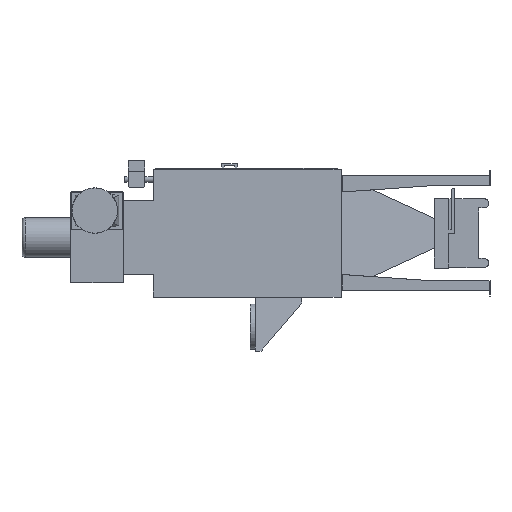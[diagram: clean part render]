
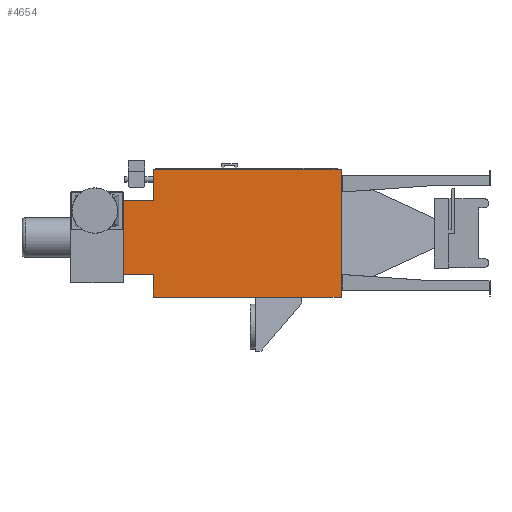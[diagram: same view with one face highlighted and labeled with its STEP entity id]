
A CAD part, left-side view. The second image highlights one B-rep face of the part: STEP entity #4654.
In plain terms, the highlighted planar face has unit normal (-1, 0, 0).
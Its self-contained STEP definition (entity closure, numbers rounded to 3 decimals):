
#251=PLANE('',#4961);
#475=FACE_OUTER_BOUND('',#738,.T.);
#738=EDGE_LOOP('',(#4213,#4214,#4215,#4216,#4217,#4218,#4219,#4220));
#1041=LINE('',#6806,#1614);
#1292=LINE('',#7342,#1865);
#1296=LINE('',#7349,#1869);
#1299=LINE('',#7355,#1872);
#1300=LINE('',#7358,#1873);
#1305=LINE('',#7367,#1878);
#1306=LINE('',#7370,#1879);
#1307=LINE('',#7371,#1880);
#1614=VECTOR('',#5561,10.);
#1865=VECTOR('',#6056,10.);
#1869=VECTOR('',#6062,10.);
#1872=VECTOR('',#6067,10.);
#1873=VECTOR('',#6070,10.);
#1878=VECTOR('',#6077,10.);
#1879=VECTOR('',#6080,10.);
#1880=VECTOR('',#6081,10.);
#2194=VERTEX_POINT('',#6803);
#2195=VERTEX_POINT('',#6805);
#2357=VERTEX_POINT('',#7339);
#2360=VERTEX_POINT('',#7346);
#2362=VERTEX_POINT('',#7353);
#2363=VERTEX_POINT('',#7357);
#2365=VERTEX_POINT('',#7363);
#2367=VERTEX_POINT('',#7369);
#2717=EDGE_CURVE('',#2194,#2195,#1041,.T.);
#2984=EDGE_CURVE('',#2194,#2357,#1292,.T.);
#2988=EDGE_CURVE('',#2195,#2360,#1296,.T.);
#2991=EDGE_CURVE('',#2362,#2357,#1299,.T.);
#2992=EDGE_CURVE('',#2360,#2363,#1300,.T.);
#2997=EDGE_CURVE('',#2365,#2363,#1305,.T.);
#2998=EDGE_CURVE('',#2367,#2365,#1306,.T.);
#2999=EDGE_CURVE('',#2367,#2362,#1307,.T.);
#4213=ORIENTED_EDGE('',*,*,#2998,.T.);
#4214=ORIENTED_EDGE('',*,*,#2997,.T.);
#4215=ORIENTED_EDGE('',*,*,#2992,.F.);
#4216=ORIENTED_EDGE('',*,*,#2988,.F.);
#4217=ORIENTED_EDGE('',*,*,#2717,.F.);
#4218=ORIENTED_EDGE('',*,*,#2984,.T.);
#4219=ORIENTED_EDGE('',*,*,#2991,.F.);
#4220=ORIENTED_EDGE('',*,*,#2999,.F.);
#4654=ADVANCED_FACE('',(#475),#251,.T.);
#4961=AXIS2_PLACEMENT_3D('',#7368,#6078,#6079);
#5561=DIRECTION('',(0.,0.,1.));
#6056=DIRECTION('',(0.,-1.,0.));
#6062=DIRECTION('',(0.,-1.,0.));
#6067=DIRECTION('',(0.,0.,1.));
#6070=DIRECTION('',(0.,0.,1.));
#6077=DIRECTION('',(0.,1.,0.));
#6078=DIRECTION('center_axis',(-1.,0.,0.));
#6079=DIRECTION('ref_axis',(0.,0.,1.));
#6080=DIRECTION('',(0.,0.,1.));
#6081=DIRECTION('',(0.,1.,0.));
#6803=CARTESIAN_POINT('',(-325.,1921.,-362.5));
#6805=CARTESIAN_POINT('',(-325.,1921.,288.5));
#6806=CARTESIAN_POINT('',(-325.,1921.,125.75));
#7339=CARTESIAN_POINT('',(-325.,1656.,-362.5));
#7342=CARTESIAN_POINT('',(-325.,1921.,-362.5));
#7346=CARTESIAN_POINT('',(-325.,1656.,288.5));
#7349=CARTESIAN_POINT('',(-325.,1858.,288.5));
#7353=CARTESIAN_POINT('',(-325.,1656.,-565.));
#7355=CARTESIAN_POINT('',(-325.,1656.,-565.));
#7357=CARTESIAN_POINT('',(-325.,1656.,565.));
#7358=CARTESIAN_POINT('',(-325.,1656.,-565.));
#7363=CARTESIAN_POINT('',(-325.,0.,565.));
#7367=CARTESIAN_POINT('',(-325.,0.,565.));
#7368=CARTESIAN_POINT('Origin',(-325.,0.,-565.));
#7369=CARTESIAN_POINT('',(-325.,0.,-565.));
#7370=CARTESIAN_POINT('',(-325.,0.,-565.));
#7371=CARTESIAN_POINT('',(-325.,0.,-565.));
